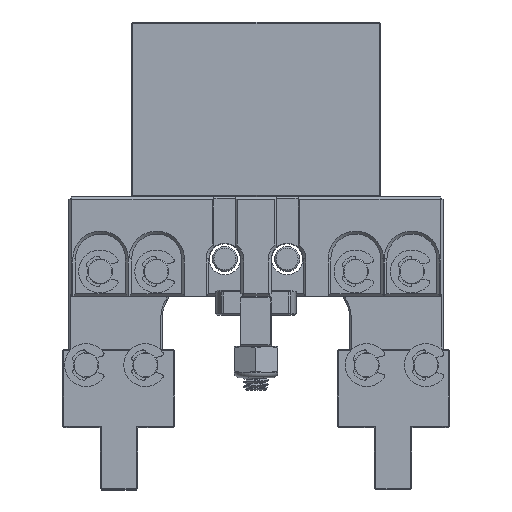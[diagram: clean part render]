
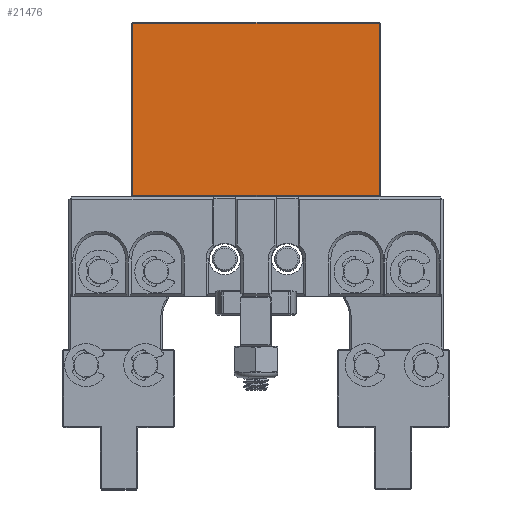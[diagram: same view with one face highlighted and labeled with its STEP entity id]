
A CAD part, top view. The second image highlights one B-rep face of the part: STEP entity #21476.
In plain terms, the highlighted planar face has unit normal (0, 0, 1).
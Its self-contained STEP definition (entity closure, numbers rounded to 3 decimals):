
#562=PLANE('',#23011);
#1602=FACE_OUTER_BOUND('',#2947,.T.);
#2947=EDGE_LOOP('',(#15177,#15178,#15179,#15180));
#5651=LINE('',#35467,#7538);
#5667=LINE('',#35496,#7554);
#5668=LINE('',#35498,#7555);
#5679=LINE('',#35518,#7566);
#7538=VECTOR('',#25222,10.);
#7554=VECTOR('',#25250,10.);
#7555=VECTOR('',#25253,10.);
#7566=VECTOR('',#25278,10.);
#9613=VERTEX_POINT('',#35437);
#9620=VERTEX_POINT('',#35455);
#9622=VERTEX_POINT('',#35461);
#9630=VERTEX_POINT('',#35491);
#11768=EDGE_CURVE('',#9622,#9613,#5651,.T.);
#11784=EDGE_CURVE('',#9620,#9630,#5667,.T.);
#11785=EDGE_CURVE('',#9630,#9622,#5668,.T.);
#11796=EDGE_CURVE('',#9613,#9620,#5679,.T.);
#15177=ORIENTED_EDGE('',*,*,#11784,.F.);
#15178=ORIENTED_EDGE('',*,*,#11796,.F.);
#15179=ORIENTED_EDGE('',*,*,#11768,.F.);
#15180=ORIENTED_EDGE('',*,*,#11785,.F.);
#21476=ADVANCED_FACE('',(#1602),#562,.T.);
#23011=AXIS2_PLACEMENT_3D('',#35527,#25290,#25291);
#25222=DIRECTION('',(0.,-1.,0.));
#25250=DIRECTION('',(0.,1.,0.));
#25253=DIRECTION('',(1.,0.,0.));
#25278=DIRECTION('',(-1.,0.,0.));
#25290=DIRECTION('center_axis',(0.,0.,1.));
#25291=DIRECTION('ref_axis',(1.,0.,0.));
#35437=CARTESIAN_POINT('',(39.8,0.2,0.));
#35455=CARTESIAN_POINT('',(0.2,0.2,0.));
#35461=CARTESIAN_POINT('',(39.8,27.8,0.));
#35467=CARTESIAN_POINT('',(39.8,0.,0.));
#35491=CARTESIAN_POINT('',(0.2,27.8,0.));
#35496=CARTESIAN_POINT('',(0.2,0.,0.));
#35498=CARTESIAN_POINT('',(10.,27.8,0.));
#35518=CARTESIAN_POINT('',(10.,0.2,0.));
#35527=CARTESIAN_POINT('Origin',(0.,0.,0.));
